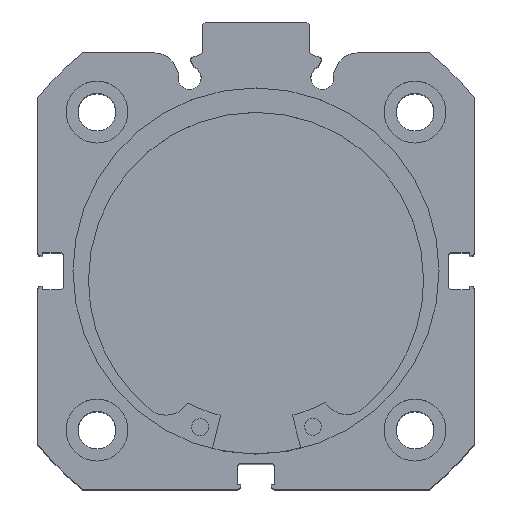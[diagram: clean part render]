
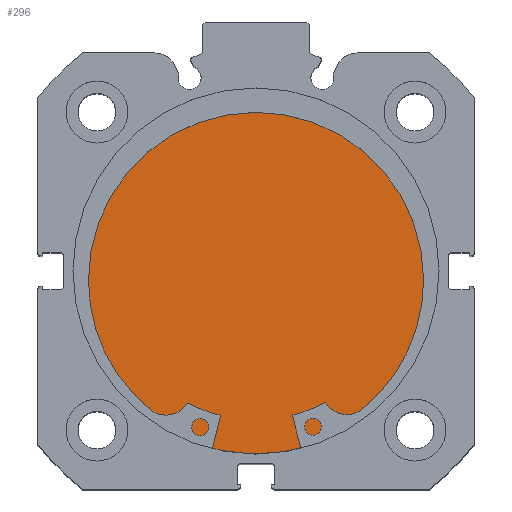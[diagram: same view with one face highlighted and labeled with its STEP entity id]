
A CAD part, top view. The second image highlights one B-rep face of the part: STEP entity #296.
In plain terms, the highlighted face is planar.
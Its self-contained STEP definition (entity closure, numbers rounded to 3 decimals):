
#296 = ADVANCED_FACE ( 'NONE', ( #1290 ), #4683, .F. ) ;
#901 = EDGE_LOOP ( 'NONE', ( #6668, #6669 ) ) ;
#1290 = FACE_OUTER_BOUND ( 'NONE', #901, .T. ) ;
#1554 = CARTESIAN_POINT ( 'NONE',  ( 9.5, 0., 0. ) ) ;
#3250 = CIRCLE ( 'NONE', #6031, 32.5 ) ;
#3262 = CIRCLE ( 'NONE', #6037, 32.5 ) ;
#3506 = DIRECTION ( 'NONE',  ( -1., 0., 0. ) ) ;
#3507 = DIRECTION ( 'NONE',  ( 0., 0., 1. ) ) ;
#3523 = CARTESIAN_POINT ( 'NONE',  ( 9.5, 0., 0. ) ) ;
#3530 = DIRECTION ( 'NONE',  ( -1., 0., 0. ) ) ;
#3531 = DIRECTION ( 'NONE',  ( 0., 0., 1. ) ) ;
#3989 = CARTESIAN_POINT ( 'NONE',  ( 9.5, 0., 32.5 ) ) ;
#4172 = CARTESIAN_POINT ( 'NONE',  ( 9.5, 0., -32.5 ) ) ;
#4680 = DIRECTION ( 'NONE',  ( 0., 0., 1. ) ) ;
#4681 = DIRECTION ( 'NONE',  ( -1., 0., 0. ) ) ;
#4683 = PLANE ( 'NONE',  #5761 ) ;
#4684 = CARTESIAN_POINT ( 'NONE',  ( 9.5, 32.5, 0. ) ) ;
#5495 = EDGE_CURVE ( 'NONE', #6265, #6448, #3250, .T. ) ;
#5504 = EDGE_CURVE ( 'NONE', #6448, #6265, #3262, .T. ) ;
#5761 = AXIS2_PLACEMENT_3D ( 'NONE', #4684, #4681, #4680 ) ;
#6031 = AXIS2_PLACEMENT_3D ( 'NONE', #1554, #3506, #3507 ) ;
#6037 = AXIS2_PLACEMENT_3D ( 'NONE', #3523, #3530, #3531 ) ;
#6265 = VERTEX_POINT ( 'NONE', #3989 ) ;
#6448 = VERTEX_POINT ( 'NONE', #4172 ) ;
#6668 = ORIENTED_EDGE ( 'NONE', *, *, #5495, .F. ) ;
#6669 = ORIENTED_EDGE ( 'NONE', *, *, #5504, .F. ) ;
